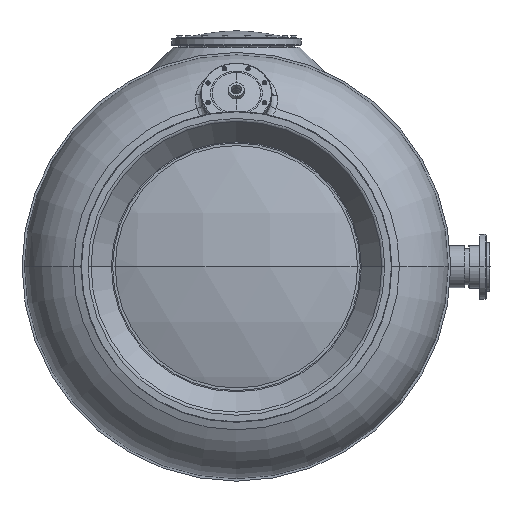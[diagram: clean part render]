
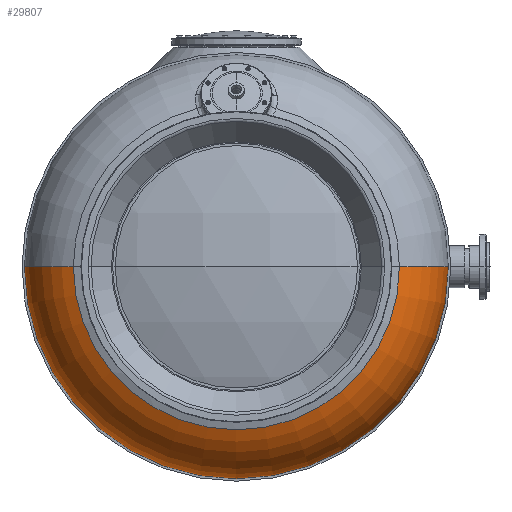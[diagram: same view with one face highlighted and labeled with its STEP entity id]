
A CAD part, front view. The second image highlights one B-rep face of the part: STEP entity #29807.
In plain terms, the highlighted toroidal (fillet/blend) face has major radius 510.938 mm and minor radius 306.562 mm.
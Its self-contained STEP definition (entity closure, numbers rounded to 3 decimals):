
#84 = CIRCLE ( 'NONE', #13022, 817.5 ) ;
#1168 = CARTESIAN_POINT ( 'NONE',  ( -817.5, 408.75, 0. ) ) ;
#1239 = VERTEX_POINT ( 'NONE', #19312 ) ;
#1868 = EDGE_CURVE ( 'NONE', #30663, #2683, #29087, .T. ) ;
#2553 = CARTESIAN_POINT ( 'NONE',  ( 0., 408.75, 0. ) ) ;
#2683 = VERTEX_POINT ( 'NONE', #1168 ) ;
#4858 = CARTESIAN_POINT ( 'NONE',  ( 0., 408.75, 0. ) ) ;
#7593 = AXIS2_PLACEMENT_3D ( 'NONE', #4858, #10360, #26347 ) ;
#8162 = CARTESIAN_POINT ( 'NONE',  ( -510.938, 408.75, 0. ) ) ;
#9364 = CARTESIAN_POINT ( 'NONE',  ( 0., 125.769, 0. ) ) ;
#9988 = AXIS2_PLACEMENT_3D ( 'NONE', #8162, #21358, #21536 ) ;
#10360 = DIRECTION ( 'NONE',  ( 0., 1., 0. ) ) ;
#12337 = DIRECTION ( 'NONE',  ( 1., 0., 0. ) ) ;
#13022 = AXIS2_PLACEMENT_3D ( 'NONE', #2553, #17614, #12337 ) ;
#13297 = DIRECTION ( 'NONE',  ( 0.385, -0.923, 0. ) ) ;
#13581 = ORIENTED_EDGE ( 'NONE', *, *, #28121, .F. ) ;
#14685 = EDGE_LOOP ( 'NONE', ( #32758, #26089, #13581, #27784 ) ) ;
#17614 = DIRECTION ( 'NONE',  ( 0., 1., 0. ) ) ;
#18775 = EDGE_CURVE ( 'NONE', #33889, #30663, #21873, .T. ) ;
#19039 = AXIS2_PLACEMENT_3D ( 'NONE', #9364, #23084, #20061 ) ;
#19312 = CARTESIAN_POINT ( 'NONE',  ( 817.5, 408.75, 0. ) ) ;
#19785 = CIRCLE ( 'NONE', #33893, 306.562 ) ;
#20061 = DIRECTION ( 'NONE',  ( 1., 0., 0. ) ) ;
#21358 = DIRECTION ( 'NONE',  ( 0., 0., -1. ) ) ;
#21536 = DIRECTION ( 'NONE',  ( -0.385, -0.923, 0. ) ) ;
#21873 = CIRCLE ( 'NONE', #19039, 628.846 ) ;
#22726 = CARTESIAN_POINT ( 'NONE',  ( -628.846, 125.769, 0. ) ) ;
#23084 = DIRECTION ( 'NONE',  ( 0., 1., 0. ) ) ;
#25298 = CARTESIAN_POINT ( 'NONE',  ( 628.846, 125.769, 0. ) ) ;
#26089 = ORIENTED_EDGE ( 'NONE', *, *, #1868, .T. ) ;
#26166 = FACE_OUTER_BOUND ( 'NONE', #14685, .T. ) ;
#26347 = DIRECTION ( 'NONE',  ( 1., 0., 0. ) ) ;
#26647 = DIRECTION ( 'NONE',  ( 0., 0., 1. ) ) ;
#26814 = CARTESIAN_POINT ( 'NONE',  ( 510.938, 408.75, 0. ) ) ;
#27203 = EDGE_CURVE ( 'NONE', #33889, #1239, #19785, .T. ) ;
#27784 = ORIENTED_EDGE ( 'NONE', *, *, #27203, .F. ) ;
#28121 = EDGE_CURVE ( 'NONE', #1239, #2683, #84, .T. ) ;
#29087 = CIRCLE ( 'NONE', #9988, 306.562 ) ;
#29528 = TOROIDAL_SURFACE ( 'NONE', #7593, 510.938, 306.563 ) ;
#29807 = ADVANCED_FACE ( 'NONE', ( #26166 ), #29528, .T. ) ;
#30663 = VERTEX_POINT ( 'NONE', #22726 ) ;
#32758 = ORIENTED_EDGE ( 'NONE', *, *, #18775, .T. ) ;
#33889 = VERTEX_POINT ( 'NONE', #25298 ) ;
#33893 = AXIS2_PLACEMENT_3D ( 'NONE', #26814, #26647, #13297 ) ;
